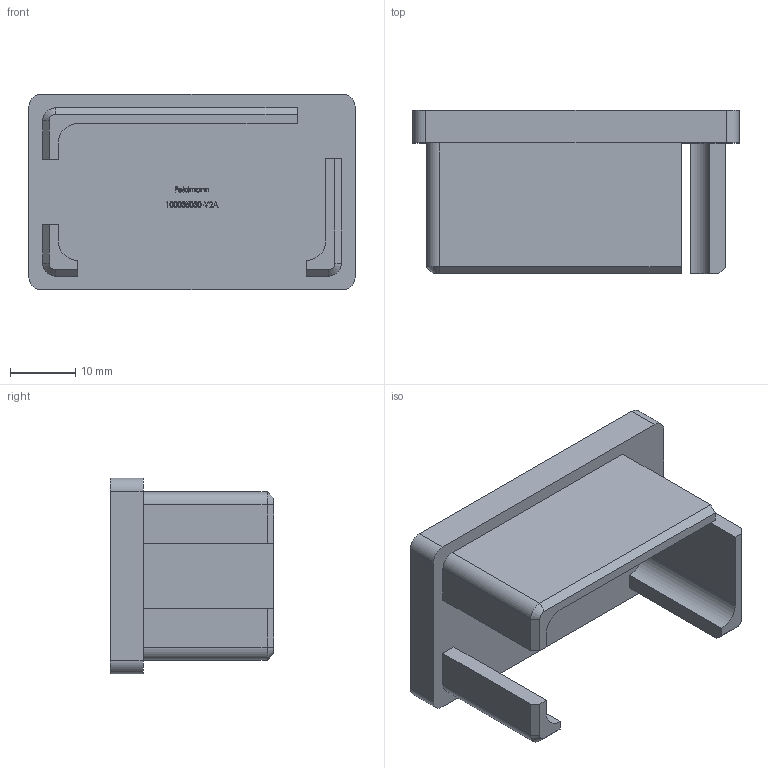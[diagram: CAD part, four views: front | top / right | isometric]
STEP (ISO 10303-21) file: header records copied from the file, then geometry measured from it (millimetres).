
FILE_DESCRIPTION (( 'STEP AP203' ), '1' );
FILE_NAME ('100035030-V2A.STEP', '2024-12-06T06:38:46', ( '' ), ( '' ), 'SwSTEP 2.0', 'SolidWorks 2018', '' );
FILE_SCHEMA (( 'CONFIG_CONTROL_DESIGN' ));
Length unit declared in the file: millimetre
Products named in the file (1): 100035030-V2A
Bounding box: 50 x 25 x 30 mm (x, y, z)
Volume: 11174.4 mm3; surface area: 6947 mm2
Topology: 1 solids, 1 shells, 309 faces, 816 edges, 542 vertices
Faces by surface type: plane 161, bspline 135, cylinder 10, cone 3
Entity records: 17568 total; most frequent: CARTESIAN_POINT 10739, ORIENTED_EDGE 1632, DIRECTION 919, EDGE_CURVE 816, VERTEX_POINT 542, VECTOR 523, LINE 523, EDGE_LOOP 342
